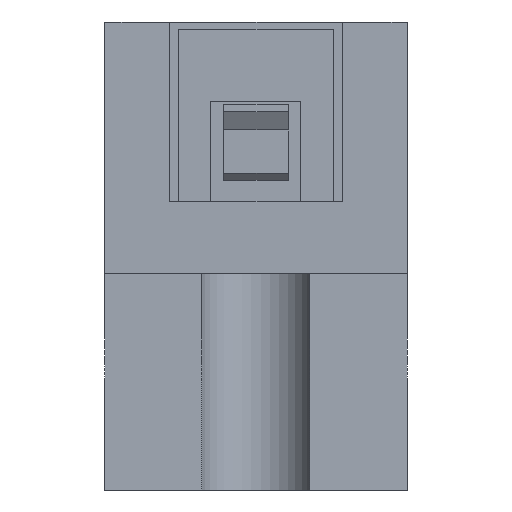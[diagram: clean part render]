
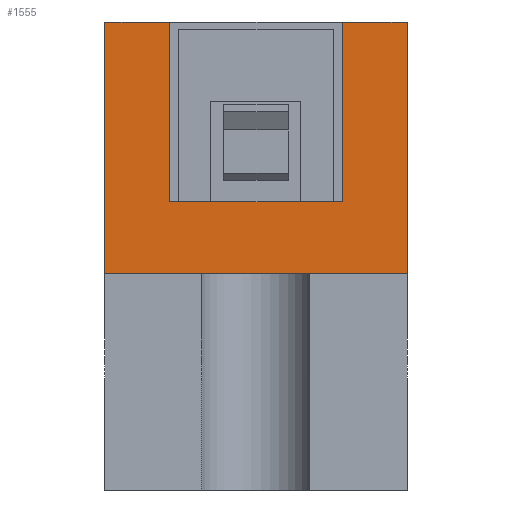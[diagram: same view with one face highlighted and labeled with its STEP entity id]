
A CAD part, left-side view. The second image highlights one B-rep face of the part: STEP entity #1555.
In plain terms, the highlighted planar face has unit normal (-1, 0, 0).
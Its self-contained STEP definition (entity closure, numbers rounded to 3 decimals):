
#1555 = ADVANCED_FACE( '', ( #3549 ), #3550, .T. );
#3549 = FACE_OUTER_BOUND( '', #6254, .T. );
#3550 = PLANE( '', #6255 );
#6254 = EDGE_LOOP( '', ( #9573, #9574, #9575, #9576, #9577, #9578, #9579, #9580 ) );
#6255 = AXIS2_PLACEMENT_3D( '', #9581, #9582, #9583 );
#9573 = ORIENTED_EDGE( '', *, *, #17830, .F. );
#9574 = ORIENTED_EDGE( '', *, *, #17831, .T. );
#9575 = ORIENTED_EDGE( '', *, *, #17832, .T. );
#9576 = ORIENTED_EDGE( '', *, *, #17833, .T. );
#9577 = ORIENTED_EDGE( '', *, *, #17834, .F. );
#9578 = ORIENTED_EDGE( '', *, *, #17835, .T. );
#9579 = ORIENTED_EDGE( '', *, *, #17836, .T. );
#9580 = ORIENTED_EDGE( '', *, *, #17837, .T. );
#9581 = CARTESIAN_POINT( '', ( -36.9, -4.2, -5. ) );
#9582 = DIRECTION( '', ( -1., 0., 0. ) );
#9583 = DIRECTION( '', ( 0., 0., 1. ) );
#17830 = EDGE_CURVE( '', #21721, #21722, #21723, .T. );
#17831 = EDGE_CURVE( '', #21721, #21724, #21725, .T. );
#17832 = EDGE_CURVE( '', #21724, #21726, #21727, .T. );
#17833 = EDGE_CURVE( '', #21726, #21728, #21729, .T. );
#17834 = EDGE_CURVE( '', #21730, #21728, #21731, .T. );
#17835 = EDGE_CURVE( '', #21730, #21732, #21733, .T. );
#17836 = EDGE_CURVE( '', #21732, #21734, #21735, .T. );
#17837 = EDGE_CURVE( '', #21734, #21722, #21736, .T. );
#21721 = VERTEX_POINT( '', #27268 );
#21722 = VERTEX_POINT( '', #27269 );
#21723 = LINE( '', #27270, #27271 );
#21724 = VERTEX_POINT( '', #27272 );
#21725 = LINE( '', #27273, #27274 );
#21726 = VERTEX_POINT( '', #27275 );
#21727 = LINE( '', #27276, #27277 );
#21728 = VERTEX_POINT( '', #27278 );
#21729 = LINE( '', #27279, #27280 );
#21730 = VERTEX_POINT( '', #27281 );
#21731 = LINE( '', #27282, #27283 );
#21732 = VERTEX_POINT( '', #27284 );
#21733 = LINE( '', #27285, #27286 );
#21734 = VERTEX_POINT( '', #27287 );
#21735 = LINE( '', #27288, #27289 );
#21736 = LINE( '', #27290, #27291 );
#27268 = CARTESIAN_POINT( '', ( -36.9, 4.2, -2. ) );
#27269 = CARTESIAN_POINT( '', ( -36.9, 4.2, 5. ) );
#27270 = CARTESIAN_POINT( '', ( -36.9, 4.2, -5. ) );
#27271 = VECTOR( '', #33818, 1000. );
#27272 = CARTESIAN_POINT( '', ( -36.9, -4.2, -2. ) );
#27273 = CARTESIAN_POINT( '', ( -36.9, 4.2, -2. ) );
#27274 = VECTOR( '', #33819, 1000. );
#27275 = CARTESIAN_POINT( '', ( -36.9, -4.2, 5. ) );
#27276 = CARTESIAN_POINT( '', ( -36.9, -4.2, -5. ) );
#27277 = VECTOR( '', #33820, 1000. );
#27278 = CARTESIAN_POINT( '', ( -36.9, -2.4, 5. ) );
#27279 = CARTESIAN_POINT( '', ( -36.9, -4.2, 5. ) );
#27280 = VECTOR( '', #33821, 1000. );
#27281 = CARTESIAN_POINT( '', ( -36.9, -2.4, 0. ) );
#27282 = CARTESIAN_POINT( '', ( -36.9, -2.4, 0. ) );
#27283 = VECTOR( '', #33822, 1000. );
#27284 = CARTESIAN_POINT( '', ( -36.9, 2.4, 0. ) );
#27285 = CARTESIAN_POINT( '', ( -36.9, -2.4, 0. ) );
#27286 = VECTOR( '', #33823, 1000. );
#27287 = CARTESIAN_POINT( '', ( -36.9, 2.4, 5. ) );
#27288 = CARTESIAN_POINT( '', ( -36.9, 2.4, 0. ) );
#27289 = VECTOR( '', #33824, 1000. );
#27290 = CARTESIAN_POINT( '', ( -36.9, -4.2, 5. ) );
#27291 = VECTOR( '', #33825, 1000. );
#33818 = DIRECTION( '', ( 0., 0., 1. ) );
#33819 = DIRECTION( '', ( 0., -1., 0. ) );
#33820 = DIRECTION( '', ( 0., 0., 1. ) );
#33821 = DIRECTION( '', ( 0., 1., 0. ) );
#33822 = DIRECTION( '', ( 0., 0., 1. ) );
#33823 = DIRECTION( '', ( 0., 1., 0. ) );
#33824 = DIRECTION( '', ( 0., 0., 1. ) );
#33825 = DIRECTION( '', ( 0., 1., 0. ) );
